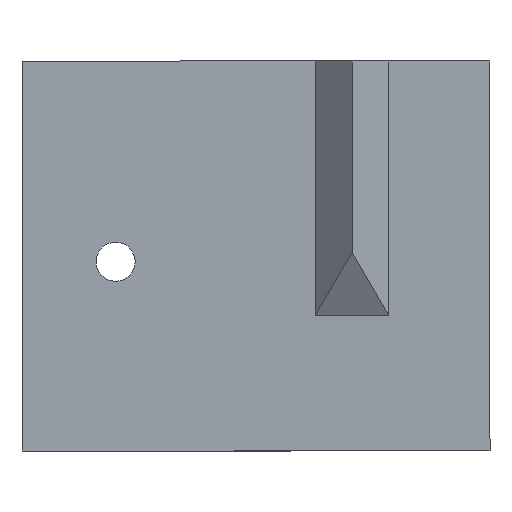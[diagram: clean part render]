
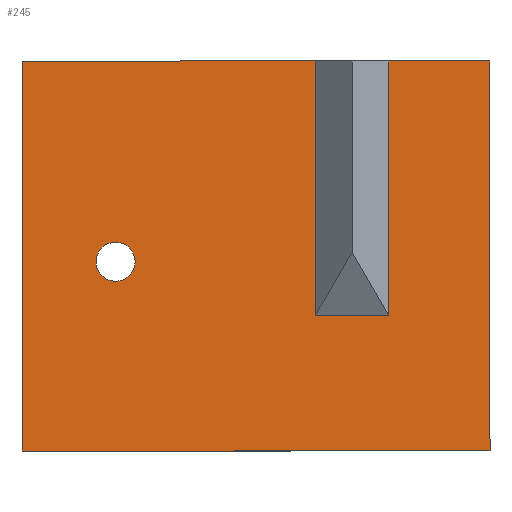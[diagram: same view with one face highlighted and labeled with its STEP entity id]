
A CAD part, front view. The second image highlights one B-rep face of the part: STEP entity #245.
In plain terms, the highlighted planar face has unit normal (0, -1, 0).
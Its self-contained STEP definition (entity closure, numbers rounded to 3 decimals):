
#9 = DIRECTION ( 'NONE',  ( 0., 0., -1. ) ) ;
#15 = LINE ( 'NONE', #355, #620 ) ;
#25 = ORIENTED_EDGE ( 'NONE', *, *, #562, .F. ) ;
#28 = VECTOR ( 'NONE', #613, 1000. ) ;
#30 = EDGE_LOOP ( 'NONE', ( #51, #368, #570, #59, #251, #175, #598, #582 ) ) ;
#33 = EDGE_CURVE ( 'NONE', #491, #505, #263, .T. ) ;
#40 = CARTESIAN_POINT ( 'NONE',  ( -3.801, -15.7, -8. ) ) ;
#43 = DIRECTION ( 'NONE',  ( 0., 0., -1. ) ) ;
#51 = ORIENTED_EDGE ( 'NONE', *, *, #501, .T. ) ;
#55 = DIRECTION ( 'NONE',  ( 0., -1., 0. ) ) ;
#59 = ORIENTED_EDGE ( 'NONE', *, *, #380, .F. ) ;
#63 = CARTESIAN_POINT ( 'NONE',  ( -15., -15.7, -20. ) ) ;
#64 = DIRECTION ( 'NONE',  ( 1., 0., 0. ) ) ;
#69 = CARTESIAN_POINT ( 'NONE',  ( -8.518, -15.7, -3.67 ) ) ;
#72 = DIRECTION ( 'NONE',  ( 1., 0., 0. ) ) ;
#77 = CARTESIAN_POINT ( 'NONE',  ( -15., -15.7, -20. ) ) ;
#79 = CARTESIAN_POINT ( 'NONE',  ( -3.801, -15.7, -3.67 ) ) ;
#88 = CARTESIAN_POINT ( 'NONE',  ( -8.518, -15.7, -20. ) ) ;
#97 = LINE ( 'NONE', #40, #575 ) ;
#98 = DIRECTION ( 'NONE',  ( 0., 0., -1. ) ) ;
#99 = LINE ( 'NONE', #77, #480 ) ;
#111 = LINE ( 'NONE', #296, #356 ) ;
#130 = AXIS2_PLACEMENT_3D ( 'NONE', #192, #55, #9 ) ;
#139 = VECTOR ( 'NONE', #411, 1000. ) ;
#163 = CARTESIAN_POINT ( 'NONE',  ( 15., -15.7, 5. ) ) ;
#167 = PLANE ( 'NONE',  #328 ) ;
#175 = ORIENTED_EDGE ( 'NONE', *, *, #353, .T. ) ;
#177 = EDGE_LOOP ( 'NONE', ( #25, #531 ) ) ;
#178 = CARTESIAN_POINT ( 'NONE',  ( 9., -15.7, -5.882 ) ) ;
#179 = EDGE_CURVE ( 'NONE', #384, #184, #111, .T. ) ;
#184 = VERTEX_POINT ( 'NONE', #354 ) ;
#185 = VERTEX_POINT ( 'NONE', #69 ) ;
#192 = CARTESIAN_POINT ( 'NONE',  ( 9., -15.7, -7.132 ) ) ;
#211 = DIRECTION ( 'NONE',  ( 0., 0., -1. ) ) ;
#217 = CARTESIAN_POINT ( 'NONE',  ( -15., -15.7, 5. ) ) ;
#226 = FACE_OUTER_BOUND ( 'NONE', #30, .T. ) ;
#227 = CARTESIAN_POINT ( 'NONE',  ( 15., -15.7, -20. ) ) ;
#230 = CARTESIAN_POINT ( 'NONE',  ( 9., -15.7, -7.132 ) ) ;
#232 = EDGE_CURVE ( 'NONE', #565, #443, #504, .T. ) ;
#235 = DIRECTION ( 'NONE',  ( 0., -1., 0. ) ) ;
#245 = ADVANCED_FACE ( 'NONE', ( #432, #226 ), #167, .F. ) ;
#246 = EDGE_CURVE ( 'NONE', #524, #455, #99, .T. ) ;
#249 = CIRCLE ( 'NONE', #349, 1.25 ) ;
#251 = ORIENTED_EDGE ( 'NONE', *, *, #179, .F. ) ;
#262 = LINE ( 'NONE', #307, #139 ) ;
#263 = CIRCLE ( 'NONE', #130, 1.25 ) ;
#265 = CARTESIAN_POINT ( 'NONE',  ( -15., -15.7, 5. ) ) ;
#295 = EDGE_CURVE ( 'NONE', #185, #443, #262, .T. ) ;
#296 = CARTESIAN_POINT ( 'NONE',  ( -15., -15.7, 5. ) ) ;
#305 = LINE ( 'NONE', #466, #28 ) ;
#307 = CARTESIAN_POINT ( 'NONE',  ( -8.518, -15.7, -8. ) ) ;
#316 = VERTEX_POINT ( 'NONE', #79 ) ;
#328 = AXIS2_PLACEMENT_3D ( 'NONE', #265, #513, #360 ) ;
#349 = AXIS2_PLACEMENT_3D ( 'NONE', #230, #235, #43 ) ;
#353 = EDGE_CURVE ( 'NONE', #384, #565, #15, .T. ) ;
#354 = CARTESIAN_POINT ( 'NONE',  ( 15., -15.7, 5. ) ) ;
#355 = CARTESIAN_POINT ( 'NONE',  ( -15., -15.7, 5. ) ) ;
#356 = VECTOR ( 'NONE', #64, 1000. ) ;
#360 = DIRECTION ( 'NONE',  ( 0., 0., 1. ) ) ;
#368 = ORIENTED_EDGE ( 'NONE', *, *, #603, .T. ) ;
#370 = CARTESIAN_POINT ( 'NONE',  ( -3.801, -15.7, -20. ) ) ;
#380 = EDGE_CURVE ( 'NONE', #184, #455, #576, .T. ) ;
#382 = CARTESIAN_POINT ( 'NONE',  ( -15., -15.7, -20. ) ) ;
#384 = VERTEX_POINT ( 'NONE', #217 ) ;
#411 = DIRECTION ( 'NONE',  ( 0., 0., -1. ) ) ;
#432 = FACE_BOUND ( 'NONE', #177, .T. ) ;
#443 = VERTEX_POINT ( 'NONE', #88 ) ;
#453 = DIRECTION ( 'NONE',  ( 1., 0., 0. ) ) ;
#455 = VERTEX_POINT ( 'NONE', #227 ) ;
#466 = CARTESIAN_POINT ( 'NONE',  ( -15., -15.7, -3.67 ) ) ;
#480 = VECTOR ( 'NONE', #72, 1000. ) ;
#490 = VECTOR ( 'NONE', #211, 1000. ) ;
#491 = VERTEX_POINT ( 'NONE', #178 ) ;
#501 = EDGE_CURVE ( 'NONE', #185, #316, #305, .T. ) ;
#504 = LINE ( 'NONE', #63, #612 ) ;
#505 = VERTEX_POINT ( 'NONE', #609 ) ;
#513 = DIRECTION ( 'NONE',  ( 0., 1., 0. ) ) ;
#524 = VERTEX_POINT ( 'NONE', #370 ) ;
#531 = ORIENTED_EDGE ( 'NONE', *, *, #33, .F. ) ;
#562 = EDGE_CURVE ( 'NONE', #505, #491, #249, .T. ) ;
#565 = VERTEX_POINT ( 'NONE', #382 ) ;
#570 = ORIENTED_EDGE ( 'NONE', *, *, #246, .T. ) ;
#575 = VECTOR ( 'NONE', #98, 1000. ) ;
#576 = LINE ( 'NONE', #163, #490 ) ;
#582 = ORIENTED_EDGE ( 'NONE', *, *, #295, .F. ) ;
#598 = ORIENTED_EDGE ( 'NONE', *, *, #232, .T. ) ;
#602 = DIRECTION ( 'NONE',  ( 0., 0., -1. ) ) ;
#603 = EDGE_CURVE ( 'NONE', #316, #524, #97, .T. ) ;
#609 = CARTESIAN_POINT ( 'NONE',  ( 9., -15.7, -8.382 ) ) ;
#612 = VECTOR ( 'NONE', #453, 1000. ) ;
#613 = DIRECTION ( 'NONE',  ( 1., 0., 0. ) ) ;
#620 = VECTOR ( 'NONE', #602, 1000. ) ;
